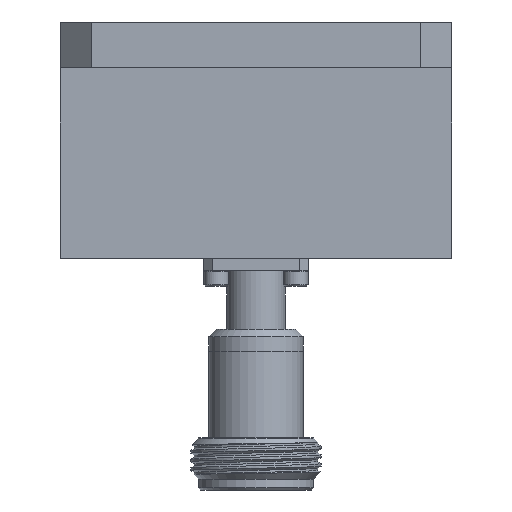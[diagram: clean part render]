
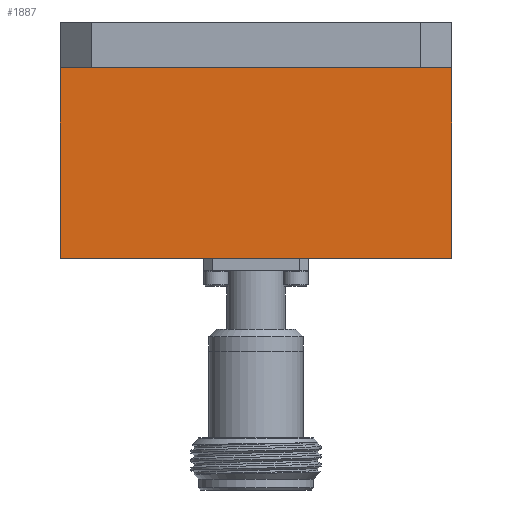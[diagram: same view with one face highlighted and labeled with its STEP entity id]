
A CAD part, front view. The second image highlights one B-rep face of the part: STEP entity #1887.
In plain terms, the highlighted planar face has unit normal (0, -1, 0).
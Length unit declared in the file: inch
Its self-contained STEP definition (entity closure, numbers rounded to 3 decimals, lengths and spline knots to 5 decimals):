
#198 = FACE_OUTER_BOUND ( 'NONE', #1205, .T. ) ;
#429 = EDGE_CURVE ( 'NONE', #2994, #3058, #1537, .T. ) ;
#448 = CARTESIAN_POINT ( 'NONE',  ( -0.9375, -0.375, -1.13 ) ) ;
#449 = ORIENTED_EDGE ( 'NONE', *, *, #1429, .T. ) ;
#766 = DIRECTION ( 'NONE',  ( 0., 0., 1. ) ) ;
#771 = ORIENTED_EDGE ( 'NONE', *, *, #2091, .T. ) ;
#805 = LINE ( 'NONE', #3571, #1660 ) ;
#1053 = EDGE_CURVE ( 'NONE', #2994, #1057, #2861, .T. ) ;
#1057 = VERTEX_POINT ( 'NONE', #3554 ) ;
#1205 = EDGE_LOOP ( 'NONE', ( #449, #771, #4147, #2926 ) ) ;
#1351 = PLANE ( 'NONE',  #4403 ) ;
#1429 = EDGE_CURVE ( 'NONE', #3058, #4220, #805, .T. ) ;
#1537 = LINE ( 'NONE', #3165, #3114 ) ;
#1660 = VECTOR ( 'NONE', #4375, 39.37008 ) ;
#1887 = ADVANCED_FACE ( 'NONE', ( #198 ), #1351, .T. ) ;
#1940 = VECTOR ( 'NONE', #2120, 39.37008 ) ;
#2009 = VECTOR ( 'NONE', #766, 39.37008 ) ;
#2091 = EDGE_CURVE ( 'NONE', #4220, #1057, #3717, .T. ) ;
#2120 = DIRECTION ( 'NONE',  ( -1., 0., 0. ) ) ;
#2861 = LINE ( 'NONE', #448, #2009 ) ;
#2926 = ORIENTED_EDGE ( 'NONE', *, *, #429, .T. ) ;
#2982 = DIRECTION ( 'NONE',  ( 0., 0., -1. ) ) ;
#2994 = VERTEX_POINT ( 'NONE', #4398 ) ;
#3011 = CARTESIAN_POINT ( 'NONE',  ( -0.9375, -0.375, -1.13 ) ) ;
#3058 = VERTEX_POINT ( 'NONE', #3593 ) ;
#3114 = VECTOR ( 'NONE', #4803, 39.37008 ) ;
#3165 = CARTESIAN_POINT ( 'NONE',  ( -0.9375, -0.375, -1.13 ) ) ;
#3554 = CARTESIAN_POINT ( 'NONE',  ( -0.9375, -0.375, -0.22 ) ) ;
#3571 = CARTESIAN_POINT ( 'NONE',  ( 0.9375, -0.375, -1.13 ) ) ;
#3593 = CARTESIAN_POINT ( 'NONE',  ( 0.9375, -0.375, -1.13 ) ) ;
#3666 = CARTESIAN_POINT ( 'NONE',  ( 0., -0.375, -0.22 ) ) ;
#3717 = LINE ( 'NONE', #3666, #1940 ) ;
#4147 = ORIENTED_EDGE ( 'NONE', *, *, #1053, .F. ) ;
#4220 = VERTEX_POINT ( 'NONE', #4551 ) ;
#4375 = DIRECTION ( 'NONE',  ( 0., 0., 1. ) ) ;
#4398 = CARTESIAN_POINT ( 'NONE',  ( -0.9375, -0.375, -1.13 ) ) ;
#4403 = AXIS2_PLACEMENT_3D ( 'NONE', #3011, #4646, #2982 ) ;
#4551 = CARTESIAN_POINT ( 'NONE',  ( 0.9375, -0.375, -0.22 ) ) ;
#4646 = DIRECTION ( 'NONE',  ( 0., -1., 0. ) ) ;
#4803 = DIRECTION ( 'NONE',  ( 1., 0., 0. ) ) ;
